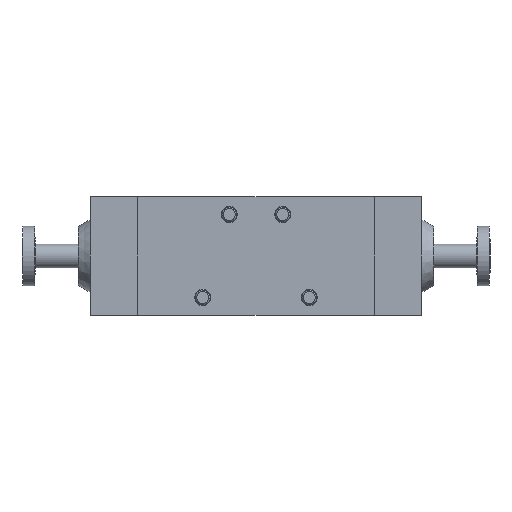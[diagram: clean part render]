
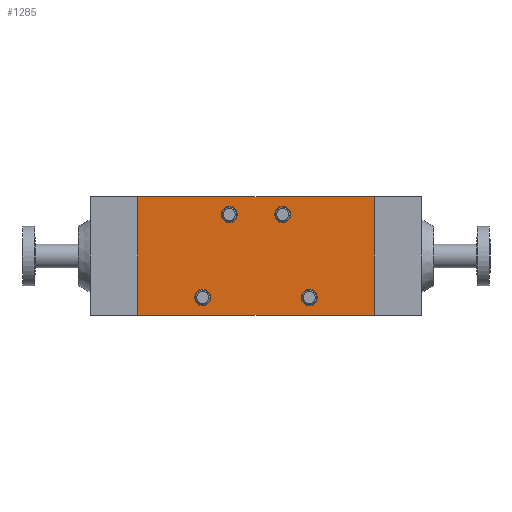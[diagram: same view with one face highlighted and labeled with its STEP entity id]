
A CAD part, front view. The second image highlights one B-rep face of the part: STEP entity #1285.
In plain terms, the highlighted planar face has unit normal (0, -1, 0).
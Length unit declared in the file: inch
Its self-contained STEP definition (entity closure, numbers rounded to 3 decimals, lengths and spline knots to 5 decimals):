
#19 = CARTESIAN_POINT ( 'NONE',  ( -0.70866, 0., -0.65945 ) ) ;
#93 = EDGE_CURVE ( 'NONE', #19715, #20047, #9853, .T. ) ;
#123 = PLANE ( 'NONE',  #10556 ) ;
#282 = EDGE_CURVE ( 'NONE', #24854, #17090, #22816, .T. ) ;
#635 = CARTESIAN_POINT ( 'NONE',  ( 1.5748, 0., 0.7874 ) ) ;
#685 = EDGE_LOOP ( 'NONE', ( #24372, #15294 ) ) ;
#759 = DIRECTION ( 'NONE',  ( 0., 0., -1. ) ) ;
#1105 = CIRCLE ( 'NONE', #18093, 0.10827 ) ;
#1285 = ADVANCED_FACE ( 'NONE', ( #24472, #6120, #14104, #10382, #8380 ), #123, .F. ) ;
#1475 = VERTEX_POINT ( 'NONE', #6896 ) ;
#1563 = VECTOR ( 'NONE', #5858, 39.37008 ) ;
#2306 = AXIS2_PLACEMENT_3D ( 'NONE', #12613, #2741, #11009 ) ;
#2550 = AXIS2_PLACEMENT_3D ( 'NONE', #18845, #13141, #759 ) ;
#2677 = DIRECTION ( 'NONE',  ( 0., 0., -1. ) ) ;
#2741 = DIRECTION ( 'NONE',  ( 0., 1., 0. ) ) ;
#2810 = DIRECTION ( 'NONE',  ( 0., 0., -1. ) ) ;
#3210 = CARTESIAN_POINT ( 'NONE',  ( -0.70866, 0., -0.55118 ) ) ;
#3254 = DIRECTION ( 'NONE',  ( 0., 1., 0. ) ) ;
#4676 = EDGE_CURVE ( 'NONE', #19459, #1475, #19639, .T. ) ;
#5378 = EDGE_CURVE ( 'NONE', #24502, #23779, #11976, .T. ) ;
#5858 = DIRECTION ( 'NONE',  ( 1., 0., 0. ) ) ;
#6120 = FACE_BOUND ( 'NONE', #18449, .T. ) ;
#6196 = CIRCLE ( 'NONE', #17230, 0.10827 ) ;
#6262 = CARTESIAN_POINT ( 'NONE',  ( -0.70866, 0., -0.44291 ) ) ;
#6538 = LINE ( 'NONE', #14649, #18451 ) ;
#6896 = CARTESIAN_POINT ( 'NONE',  ( -0.35433, 0., 0.65945 ) ) ;
#7190 = VERTEX_POINT ( 'NONE', #14157 ) ;
#7378 = EDGE_CURVE ( 'NONE', #17347, #7190, #15894, .T. ) ;
#7501 = DIRECTION ( 'NONE',  ( 0., 1., 0. ) ) ;
#7655 = DIRECTION ( 'NONE',  ( 0., 0., -1. ) ) ;
#7796 = VECTOR ( 'NONE', #24725, 39.37008 ) ;
#7805 = ORIENTED_EDGE ( 'NONE', *, *, #282, .T. ) ;
#8380 = FACE_OUTER_BOUND ( 'NONE', #22218, .T. ) ;
#8625 = CARTESIAN_POINT ( 'NONE',  ( 1.5748, 0., -0.7874 ) ) ;
#8643 = DIRECTION ( 'NONE',  ( 0., 0., -1. ) ) ;
#8821 = CARTESIAN_POINT ( 'NONE',  ( -0.35433, 0., 0.55118 ) ) ;
#9393 = EDGE_CURVE ( 'NONE', #19060, #22111, #13790, .T. ) ;
#9528 = ORIENTED_EDGE ( 'NONE', *, *, #7378, .T. ) ;
#9787 = ORIENTED_EDGE ( 'NONE', *, *, #93, .F. ) ;
#9853 = LINE ( 'NONE', #25940, #1563 ) ;
#10146 = ORIENTED_EDGE ( 'NONE', *, *, #19159, .F. ) ;
#10169 = VECTOR ( 'NONE', #10652, 39.37008 ) ;
#10382 = FACE_BOUND ( 'NONE', #24822, .T. ) ;
#10556 = AXIS2_PLACEMENT_3D ( 'NONE', #22207, #18606, #14241 ) ;
#10652 = DIRECTION ( 'NONE',  ( 0., 0., 1. ) ) ;
#10699 = EDGE_CURVE ( 'NONE', #22111, #19060, #6196, .T. ) ;
#10738 = EDGE_CURVE ( 'NONE', #1475, #19459, #1105, .T. ) ;
#11009 = DIRECTION ( 'NONE',  ( 0., 0., -1. ) ) ;
#11346 = DIRECTION ( 'NONE',  ( 0., 0., -1. ) ) ;
#11924 = CARTESIAN_POINT ( 'NONE',  ( 0.35433, 0., 0.65945 ) ) ;
#11976 = LINE ( 'NONE', #20342, #7796 ) ;
#12081 = ORIENTED_EDGE ( 'NONE', *, *, #26269, .T. ) ;
#12346 = CIRCLE ( 'NONE', #2550, 0.10827 ) ;
#12613 = CARTESIAN_POINT ( 'NONE',  ( 0.70866, 0., -0.55118 ) ) ;
#13141 = DIRECTION ( 'NONE',  ( 0., 1., 0. ) ) ;
#13772 = CARTESIAN_POINT ( 'NONE',  ( -0.70866, 0., -0.55118 ) ) ;
#13790 = CIRCLE ( 'NONE', #17595, 0.10827 ) ;
#13958 = ORIENTED_EDGE ( 'NONE', *, *, #14831, .T. ) ;
#14049 = CARTESIAN_POINT ( 'NONE',  ( 0.35433, 0., 0.44291 ) ) ;
#14104 = FACE_BOUND ( 'NONE', #685, .T. ) ;
#14129 = DIRECTION ( 'NONE',  ( 0., 0., 1. ) ) ;
#14157 = CARTESIAN_POINT ( 'NONE',  ( 0.70866, 0., -0.44291 ) ) ;
#14241 = DIRECTION ( 'NONE',  ( 0., 0., -1. ) ) ;
#14245 = DIRECTION ( 'NONE',  ( 0., 1., 0. ) ) ;
#14649 = CARTESIAN_POINT ( 'NONE',  ( -1.5748, 0., -0.7874 ) ) ;
#14831 = EDGE_CURVE ( 'NONE', #23779, #20047, #20875, .T. ) ;
#15066 = AXIS2_PLACEMENT_3D ( 'NONE', #20912, #16917, #2677 ) ;
#15294 = ORIENTED_EDGE ( 'NONE', *, *, #10699, .T. ) ;
#15594 = DIRECTION ( 'NONE',  ( 0., 0., -1. ) ) ;
#15894 = CIRCLE ( 'NONE', #15066, 0.10827 ) ;
#16532 = CARTESIAN_POINT ( 'NONE',  ( -1.5748, 0., -0.7874 ) ) ;
#16915 = DIRECTION ( 'NONE',  ( 0., 1., 0. ) ) ;
#16917 = DIRECTION ( 'NONE',  ( 0., 1., 0. ) ) ;
#17090 = VERTEX_POINT ( 'NONE', #11924 ) ;
#17230 = AXIS2_PLACEMENT_3D ( 'NONE', #3210, #22915, #11346 ) ;
#17269 = CARTESIAN_POINT ( 'NONE',  ( 1.5748, 0., -0.7874 ) ) ;
#17347 = VERTEX_POINT ( 'NONE', #20941 ) ;
#17595 = AXIS2_PLACEMENT_3D ( 'NONE', #13772, #3254, #7655 ) ;
#18093 = AXIS2_PLACEMENT_3D ( 'NONE', #8821, #16915, #2810 ) ;
#18449 = EDGE_LOOP ( 'NONE', ( #7805, #24507 ) ) ;
#18451 = VECTOR ( 'NONE', #14129, 39.37008 ) ;
#18516 = EDGE_LOOP ( 'NONE', ( #23070, #24314 ) ) ;
#18606 = DIRECTION ( 'NONE',  ( 0., 1., 0. ) ) ;
#18845 = CARTESIAN_POINT ( 'NONE',  ( 0.35433, 0., 0.55118 ) ) ;
#19060 = VERTEX_POINT ( 'NONE', #19 ) ;
#19159 = EDGE_CURVE ( 'NONE', #24502, #19715, #6538, .T. ) ;
#19459 = VERTEX_POINT ( 'NONE', #20611 ) ;
#19639 = CIRCLE ( 'NONE', #25587, 0.10827 ) ;
#19715 = VERTEX_POINT ( 'NONE', #24538 ) ;
#19830 = AXIS2_PLACEMENT_3D ( 'NONE', #20736, #14245, #8643 ) ;
#20047 = VERTEX_POINT ( 'NONE', #635 ) ;
#20342 = CARTESIAN_POINT ( 'NONE',  ( -1.5748, 0., -0.7874 ) ) ;
#20611 = CARTESIAN_POINT ( 'NONE',  ( -0.35433, 0., 0.44291 ) ) ;
#20736 = CARTESIAN_POINT ( 'NONE',  ( 0.35433, 0., 0.55118 ) ) ;
#20875 = LINE ( 'NONE', #17269, #10169 ) ;
#20912 = CARTESIAN_POINT ( 'NONE',  ( 0.70866, 0., -0.55118 ) ) ;
#20941 = CARTESIAN_POINT ( 'NONE',  ( 0.70866, 0., -0.65945 ) ) ;
#22111 = VERTEX_POINT ( 'NONE', #6262 ) ;
#22207 = CARTESIAN_POINT ( 'NONE',  ( -1.5748, 0., -0.7874 ) ) ;
#22218 = EDGE_LOOP ( 'NONE', ( #13958, #9787, #10146, #22239 ) ) ;
#22239 = ORIENTED_EDGE ( 'NONE', *, *, #5378, .T. ) ;
#22714 = EDGE_CURVE ( 'NONE', #17090, #24854, #12346, .T. ) ;
#22816 = CIRCLE ( 'NONE', #19830, 0.10827 ) ;
#22915 = DIRECTION ( 'NONE',  ( 0., 1., 0. ) ) ;
#23070 = ORIENTED_EDGE ( 'NONE', *, *, #4676, .T. ) ;
#23779 = VERTEX_POINT ( 'NONE', #8625 ) ;
#24314 = ORIENTED_EDGE ( 'NONE', *, *, #10738, .T. ) ;
#24372 = ORIENTED_EDGE ( 'NONE', *, *, #9393, .T. ) ;
#24472 = FACE_BOUND ( 'NONE', #18516, .T. ) ;
#24502 = VERTEX_POINT ( 'NONE', #16532 ) ;
#24507 = ORIENTED_EDGE ( 'NONE', *, *, #22714, .T. ) ;
#24538 = CARTESIAN_POINT ( 'NONE',  ( -1.5748, 0., 0.7874 ) ) ;
#24725 = DIRECTION ( 'NONE',  ( 1., 0., 0. ) ) ;
#24816 = CIRCLE ( 'NONE', #2306, 0.10827 ) ;
#24822 = EDGE_LOOP ( 'NONE', ( #9528, #12081 ) ) ;
#24854 = VERTEX_POINT ( 'NONE', #14049 ) ;
#25587 = AXIS2_PLACEMENT_3D ( 'NONE', #25709, #7501, #15594 ) ;
#25709 = CARTESIAN_POINT ( 'NONE',  ( -0.35433, 0., 0.55118 ) ) ;
#25940 = CARTESIAN_POINT ( 'NONE',  ( -1.5748, 0., 0.7874 ) ) ;
#26269 = EDGE_CURVE ( 'NONE', #7190, #17347, #24816, .T. ) ;
